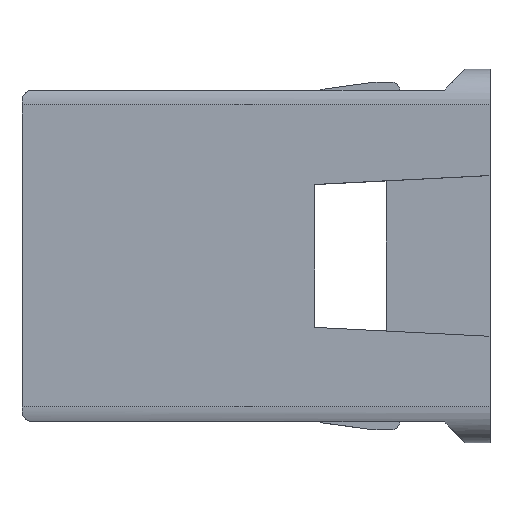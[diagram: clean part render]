
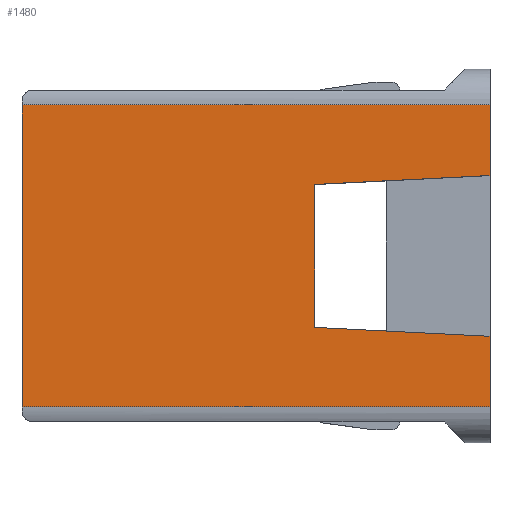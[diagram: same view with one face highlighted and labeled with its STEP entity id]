
A CAD part, top view. The second image highlights one B-rep face of the part: STEP entity #1480.
In plain terms, the highlighted planar face has unit normal (0, 0, 1).
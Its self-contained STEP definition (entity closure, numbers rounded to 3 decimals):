
#431=DIRECTION('',(0.,1.,0.));
#432=VECTOR('',#431,1.975);
#433=CARTESIAN_POINT('',(0.,2.25,0.));
#434=LINE('',#433,#432);
#457=DIRECTION('',(0.,1.,0.));
#458=VECTOR('',#457,1.975);
#459=CARTESIAN_POINT('',(0.,-4.225,0.));
#460=LINE('',#459,#458);
#465=DIRECTION('',(0.,1.,0.));
#466=VECTOR('',#465,8.45);
#467=CARTESIAN_POINT('',(-13.1,-4.225,0.));
#468=LINE('',#467,#466);
#469=DIRECTION('',(-0.999,-0.051,0.));
#470=VECTOR('',#469,4.906);
#471=CARTESIAN_POINT('',(0.,2.25,0.));
#472=LINE('',#471,#470);
#473=DIRECTION('',(0.,-1.,0.));
#474=VECTOR('',#473,4.);
#475=CARTESIAN_POINT('',(-4.9,2.,0.));
#476=LINE('',#475,#474);
#477=DIRECTION('',(0.999,-0.051,0.));
#478=VECTOR('',#477,4.906);
#479=CARTESIAN_POINT('',(-4.9,-2.,0.));
#480=LINE('',#479,#478);
#491=DIRECTION('',(1.,0.,0.));
#492=VECTOR('',#491,13.1);
#493=CARTESIAN_POINT('',(-13.1,-4.225,0.));
#494=LINE('',#493,#492);
#569=DIRECTION('',(-1.,0.,0.));
#570=VECTOR('',#569,13.1);
#571=CARTESIAN_POINT('',(0.,4.225,0.));
#572=LINE('',#571,#570);
#791=CARTESIAN_POINT('',(0.,-4.225,0.));
#793=VERTEX_POINT('',#791);
#801=CARTESIAN_POINT('',(0.,4.225,0.));
#802=VERTEX_POINT('',#801);
#821=CARTESIAN_POINT('',(0.,-2.25,0.));
#822=VERTEX_POINT('',#821);
#823=CARTESIAN_POINT('',(0.,2.25,0.));
#824=VERTEX_POINT('',#823);
#829=CARTESIAN_POINT('',(-4.9,-2.,0.));
#830=VERTEX_POINT('',#829);
#831=CARTESIAN_POINT('',(-4.9,2.,0.));
#832=VERTEX_POINT('',#831);
#855=CARTESIAN_POINT('',(-13.1,-4.225,0.));
#856=VERTEX_POINT('',#855);
#857=CARTESIAN_POINT('',(-13.1,4.225,0.));
#858=VERTEX_POINT('',#857);
#1461=CARTESIAN_POINT('',(-13.1,-4.64,0.));
#1462=DIRECTION('',(0.,0.,1.));
#1463=DIRECTION('',(1.,0.,0.));
#1464=AXIS2_PLACEMENT_3D('',#1461,#1462,#1463);
#1465=PLANE('',#1464);
#1467=ORIENTED_EDGE('',*,*,#1466,.F.);
#1469=ORIENTED_EDGE('',*,*,#1468,.T.);
#1471=ORIENTED_EDGE('',*,*,#1470,.F.);
#1472=ORIENTED_EDGE('',*,*,#1423,.F.);
#1473=ORIENTED_EDGE('',*,*,#1117,.T.);
#1474=ORIENTED_EDGE('',*,*,#1140,.T.);
#1476=ORIENTED_EDGE('',*,*,#1475,.T.);
#1477=ORIENTED_EDGE('',*,*,#1454,.F.);
#1478=EDGE_LOOP('',(#1467,#1469,#1471,#1472,#1473,#1474,#1476,#1477));
#1479=FACE_OUTER_BOUND('',#1478,.F.);
#1480=ADVANCED_FACE('',(#1479),#1465,.T.);
#1117=EDGE_CURVE('',#824,#832,#472,.T.);
#1140=EDGE_CURVE('',#832,#830,#476,.T.);
#1423=EDGE_CURVE('',#824,#802,#434,.T.);
#1454=EDGE_CURVE('',#793,#822,#460,.T.);
#1466=EDGE_CURVE('',#856,#793,#494,.T.);
#1468=EDGE_CURVE('',#856,#858,#468,.T.);
#1470=EDGE_CURVE('',#802,#858,#572,.T.);
#1475=EDGE_CURVE('',#830,#822,#480,.T.);
